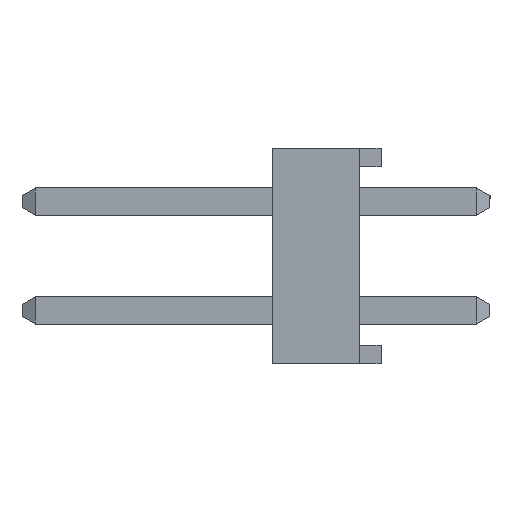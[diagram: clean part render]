
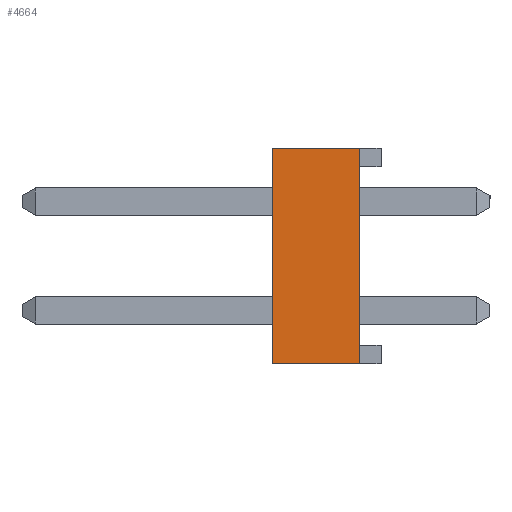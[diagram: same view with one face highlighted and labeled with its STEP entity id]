
A CAD part, left-side view. The second image highlights one B-rep face of the part: STEP entity #4664.
In plain terms, the highlighted planar face has unit normal (-1, 0, 0).
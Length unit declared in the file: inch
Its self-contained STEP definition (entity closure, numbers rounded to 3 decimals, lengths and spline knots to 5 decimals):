
#4664 = ADVANCED_FACE( '', ( #9642 ), #9643, .F. );
#9642 = FACE_OUTER_BOUND( '', #14810, .T. );
#9643 = PLANE( '', #14811 );
#14810 = EDGE_LOOP( '', ( #28745, #28746, #28747, #28748 ) );
#14811 = AXIS2_PLACEMENT_3D( '', #28749, #28750, #28751 );
#28745 = ORIENTED_EDGE( '', *, *, #35898, .F. );
#28746 = ORIENTED_EDGE( '', *, *, #31176, .F. );
#28747 = ORIENTED_EDGE( '', *, *, #34896, .F. );
#28748 = ORIENTED_EDGE( '', *, *, #34811, .T. );
#28749 = CARTESIAN_POINT( '', ( -0.9, 0.1, -0.099 ) );
#28750 = DIRECTION( '', ( 1., 0., 0. ) );
#28751 = DIRECTION( '', ( 0., 0., -1. ) );
#31176 = EDGE_CURVE( '', #37570, #37572, #37573, .T. );
#34811 = EDGE_CURVE( '', #43084, #43082, #43085, .T. );
#34896 = EDGE_CURVE( '', #43084, #37570, #43179, .T. );
#35898 = EDGE_CURVE( '', #37572, #43082, #44340, .T. );
#37570 = VERTEX_POINT( '', #46544 );
#37572 = VERTEX_POINT( '', #46547 );
#37573 = LINE( '', #46548, #46549 );
#43082 = VERTEX_POINT( '', #54906 );
#43084 = VERTEX_POINT( '', #54909 );
#43085 = LINE( '', #54910, #54911 );
#43179 = LINE( '', #55058, #55059 );
#44340 = LINE( '', #56837, #56838 );
#46544 = CARTESIAN_POINT( '', ( -0.9, 0.1, 0.099 ) );
#46547 = CARTESIAN_POINT( '', ( -0.9, 0.02, 0.099 ) );
#46548 = CARTESIAN_POINT( '', ( -0.9, 0.1, 0.099 ) );
#46549 = VECTOR( '', #58101, 39.37008 );
#54906 = CARTESIAN_POINT( '', ( -0.9, 0.02, -0.099 ) );
#54909 = CARTESIAN_POINT( '', ( -0.9, 0.1, -0.099 ) );
#54910 = CARTESIAN_POINT( '', ( -0.9, 0.1, -0.099 ) );
#54911 = VECTOR( '', #60951, 39.37008 );
#55058 = CARTESIAN_POINT( '', ( -0.9, 0.1, -0.099 ) );
#55059 = VECTOR( '', #61005, 39.37008 );
#56837 = CARTESIAN_POINT( '', ( -0.9, 0.02, -0.099 ) );
#56838 = VECTOR( '', #61623, 39.37008 );
#58101 = DIRECTION( '', ( 0., -1., 0. ) );
#60951 = DIRECTION( '', ( 0., -1., 0. ) );
#61005 = DIRECTION( '', ( 0., 0., 1. ) );
#61623 = DIRECTION( '', ( 0., 0., -1. ) );
